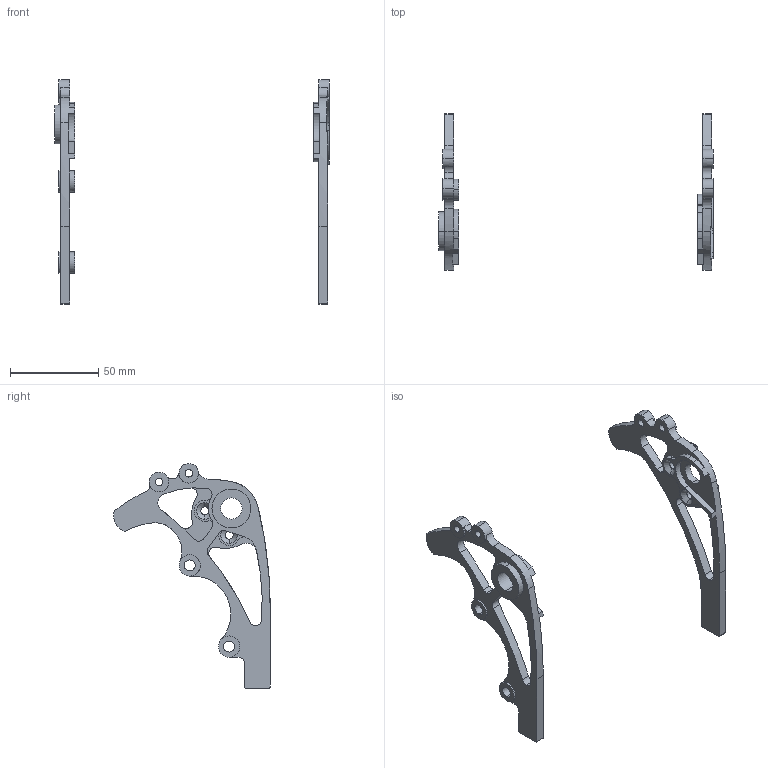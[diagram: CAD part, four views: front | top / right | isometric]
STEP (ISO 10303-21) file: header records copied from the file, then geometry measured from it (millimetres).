
FILE_DESCRIPTION (( 'STEP AP214' ), '1' );
FILE_NAME ('DR2033-V2.STEP', '2017-11-20T22:15:06', ( '' ), ( '' ), 'SwSTEP 2.0', 'SolidWorks 2017', '' );
FILE_SCHEMA (( 'AUTOMOTIVE_DESIGN' ));
Length unit declared in the file: inch
Products named in the file (3): 12mm thru low mount drop right -Rev4_DR2033R-1; 12mm thru low mount drop left - Rev4_DR2033L-1; DR2033-V2
Assembly tree (2 placements, depth 2):
  DR2033-V2
    12mm thru low mount drop left - Rev4_DR2033L-1
    12mm thru low mount drop right -Rev4_DR2033R-1
Bounding box: 155.49 x 88.57 x 127.14 mm (x, y, z)
Volume: 33254.7 mm3; surface area: 21294.2 mm2
Topology: 2 solids, 2 shells, 176 faces, 517 edges, 344 vertices
Faces by surface type: cylinder 132, plane 40, cone 4
Entity records: 6205 total; most frequent: DIRECTION 1179, CARTESIAN_POINT 1042, ORIENTED_EDGE 1034, EDGE_CURVE 517, AXIS2_PLACEMENT_3D 481, VERTEX_POINT 344, CIRCLE 300, LINE 217
